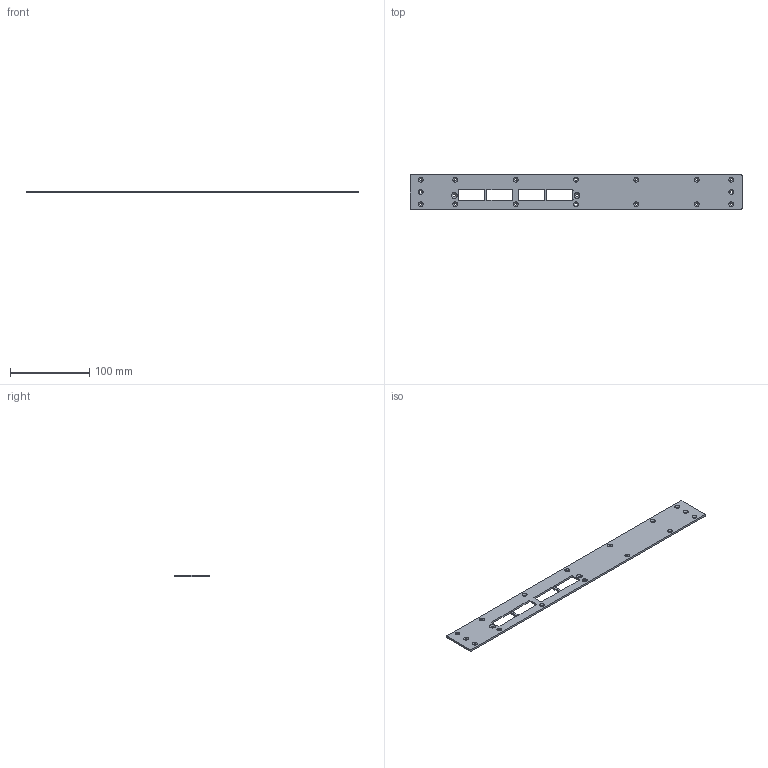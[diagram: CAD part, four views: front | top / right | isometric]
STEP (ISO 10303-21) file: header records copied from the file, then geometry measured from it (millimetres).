
FILE_DESCRIPTION(('Open CASCADE Model'),'2;1');
FILE_NAME('Open CASCADE Shape Model','2025-09-26T16:03:51',('Author'),( 'Open CASCADE'),'Open CASCADE STEP processor 7.5','Open CASCADE 7.5' ,'Unknown');
FILE_SCHEMA(('AUTOMOTIVE_DESIGN { 1 0 10303 214 1 1 1 1 }'));
Length unit declared in the file: millimetre
Products named in the file (1): Open CASCADE STEP translator 7.5 1
Bounding box: 419.1 x 43.18 x 2.5 mm (x, y, z)
Volume: 40082 mm3; surface area: 35983.5 mm2
Topology: 1 solids, 1 shells, 114 faces, 264 edges, 170 vertices
Faces by surface type: cylinder 56, plane 40, cone 18
Full cylindrical faces by diameter (mm): 3.248 x16, 3.918 x2, 6.094 x16, 7.364 x2
Entity records: 6900 total; most frequent: CARTESIAN_POINT 1377, DIRECTION 1072, ORIENTED_EDGE 528, PCURVE 528, DEFINITIONAL_REPRESENTATION 528, LINE 514, VECTOR 514, EDGE_CURVE 264
